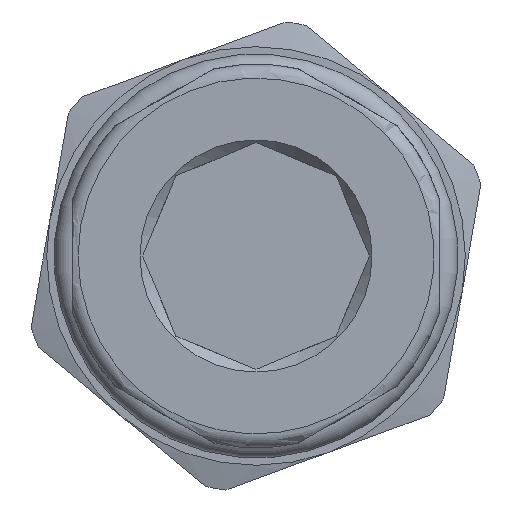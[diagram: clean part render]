
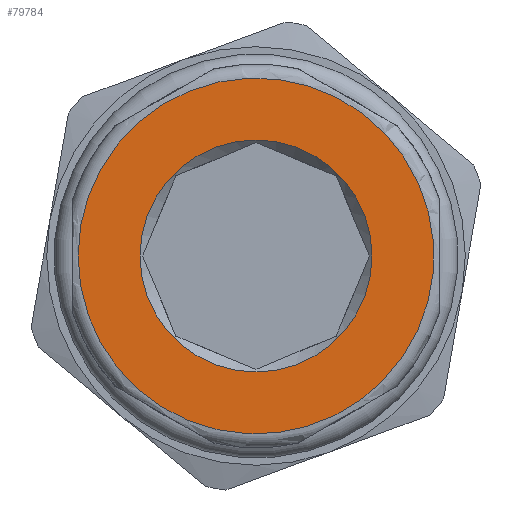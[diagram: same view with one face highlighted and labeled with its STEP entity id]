
A CAD part, left-side view. The second image highlights one B-rep face of the part: STEP entity #79784.
In plain terms, the highlighted planar face has unit normal (-1, 0, 0).
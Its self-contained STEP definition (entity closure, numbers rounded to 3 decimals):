
#79179=CARTESIAN_POINT('',(0.0,10.2,0.0));
#79180=VERTEX_POINT('',#79179);
#79181=CARTESIAN_POINT('',(0.0,0.0,0.0));
#79182=DIRECTION('',(1.0,0.0,0.0));
#79183=DIRECTION('',(0.0,-1.0,0.0));
#79184=AXIS2_PLACEMENT_3D('',#79181,#79182,#79183);
#79185=CIRCLE('',#79184,10.2);
#79186=EDGE_CURVE('',#79180,#79180,#79185,.T.);
#79765=CARTESIAN_POINT('',(0.0,8.5,0.0));
#79766=DIRECTION('',(-1.0,0.0,0.0));
#79767=DIRECTION('',(0.0,0.0,1.0));
#79768=AXIS2_PLACEMENT_3D('',#79765,#79766,#79767);
#79769=PLANE('',#79768);
#79770=ORIENTED_EDGE('',*,*,#79186,.F.);
#79771=EDGE_LOOP('',(#79770));
#79772=FACE_OUTER_BOUND('',#79771,.T.);
#79773=CARTESIAN_POINT('',(0.0,6.65,0.));
#79774=VERTEX_POINT('',#79773);
#79775=CARTESIAN_POINT('',(0.0,0.0,0.0));
#79776=DIRECTION('',(-1.0,0.0,0.0));
#79777=DIRECTION('',(0.0,-1.0,0.0));
#79778=AXIS2_PLACEMENT_3D('',#79775,#79776,#79777);
#79779=CIRCLE('',#79778,6.65);
#79780=EDGE_CURVE('',#79774,#79774,#79779,.T.);
#79781=ORIENTED_EDGE('',*,*,#79780,.F.);
#79782=EDGE_LOOP('',(#79781));
#79783=FACE_BOUND('',#79782,.T.);
#79784=ADVANCED_FACE('',(#79772,#79783),#79769,.T.);
